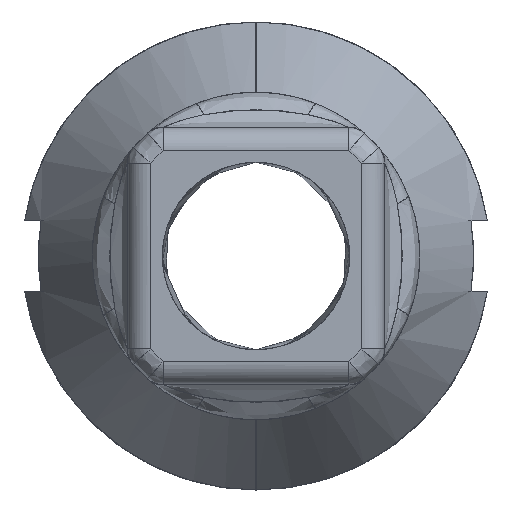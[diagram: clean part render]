
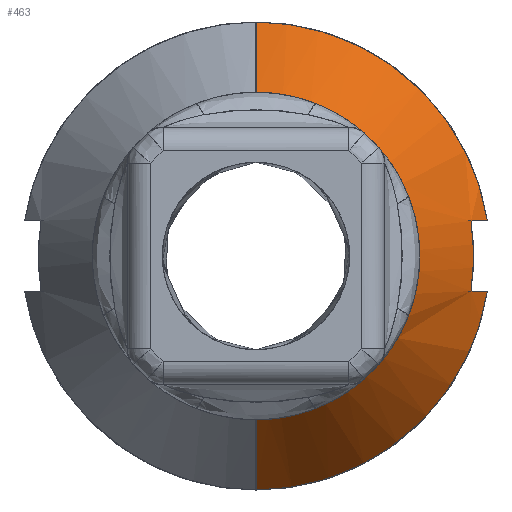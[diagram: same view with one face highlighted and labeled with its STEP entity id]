
A CAD part, front view. The second image highlights one B-rep face of the part: STEP entity #463.
In plain terms, the highlighted free-form (B-spline) face has degree [2, 1] with [5, 2] control points.
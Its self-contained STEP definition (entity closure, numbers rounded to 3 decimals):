
#463 = ADVANCED_FACE('',(#464),#532,.T.);
#464 = FACE_BOUND('',#465,.T.);
#465 = EDGE_LOOP('',(#466,#475,#483,#492,#500,#509,#517,#524));
#466 = ORIENTED_EDGE('',*,*,#467,.F.);
#467 = EDGE_CURVE('',#468,#470,#472,.T.);
#468 = VERTEX_POINT('',#469);
#469 = CARTESIAN_POINT('',(0.,21.986,
    4.864));
#470 = VERTEX_POINT('',#471);
#471 = CARTESIAN_POINT('',(0.,19.458,
    3.405));
#472 = B_SPLINE_CURVE_WITH_KNOTS('',1,(#473,#474),.UNSPECIFIED.,.F.,.F.,
  (2,2),(0.,3.),.PIECEWISE_BEZIER_KNOTS.);
#473 = CARTESIAN_POINT('',(0.,21.986,4.864));
#474 = CARTESIAN_POINT('',(0.,19.458,3.405));
#475 = ORIENTED_EDGE('',*,*,#476,.F.);
#476 = EDGE_CURVE('',#477,#468,#479,.T.);
#477 = VERTEX_POINT('',#478);
#478 = CARTESIAN_POINT('',(4.809,21.986,0.73
    ));
#479 = ( BOUNDED_CURVE() B_SPLINE_CURVE(2,(#480,#481,#482),
.UNSPECIFIED.,.F.,.F.) B_SPLINE_CURVE_WITH_KNOTS((3,3),(
0.,1.42),.PIECEWISE_BEZIER_KNOTS.) CURVE() 
GEOMETRIC_REPRESENTATION_ITEM() RATIONAL_B_SPLINE_CURVE((1.,
0.758,1.)) REPRESENTATION_ITEM('') );
#480 = CARTESIAN_POINT('',(4.809,21.986,0.73)
  );
#481 = CARTESIAN_POINT('',(4.182,21.986,4.864)
  );
#482 = CARTESIAN_POINT('',(0.,21.986,
    4.864));
#483 = ORIENTED_EDGE('',*,*,#484,.F.);
#484 = EDGE_CURVE('',#485,#477,#487,.T.);
#485 = VERTEX_POINT('',#486);
#486 = CARTESIAN_POINT('',(4.469,21.404,0.73
    ));
#487 = B_SPLINE_CURVE_WITH_KNOTS('',3,(#488,#489,#490,#491),
  .UNSPECIFIED.,.F.,.F.,(4,4),(0.,1.),.PIECEWISE_BEZIER_KNOTS.);
#488 = CARTESIAN_POINT('',(4.469,21.404,0.73
    ));
#489 = CARTESIAN_POINT('',(4.583,21.598,0.73
    ));
#490 = CARTESIAN_POINT('',(4.696,21.792,0.73
    ));
#491 = CARTESIAN_POINT('',(4.809,21.986,0.73
    ));
#492 = ORIENTED_EDGE('',*,*,#493,.F.);
#493 = EDGE_CURVE('',#494,#485,#496,.T.);
#494 = VERTEX_POINT('',#495);
#495 = CARTESIAN_POINT('',(4.469,21.404,
    -0.73));
#496 = ( BOUNDED_CURVE() B_SPLINE_CURVE(2,(#497,#498,#499),
.UNSPECIFIED.,.F.,.F.) B_SPLINE_CURVE_WITH_KNOTS((3,3),(0.,
0.324),.PIECEWISE_BEZIER_KNOTS.) CURVE() 
GEOMETRIC_REPRESENTATION_ITEM() RATIONAL_B_SPLINE_CURVE((1.,
0.987,1.)) REPRESENTATION_ITEM('') );
#497 = CARTESIAN_POINT('',(4.469,21.404,
    -0.73));
#498 = CARTESIAN_POINT('',(4.588,21.404,
    0.));
#499 = CARTESIAN_POINT('',(4.469,21.404,0.73
    ));
#500 = ORIENTED_EDGE('',*,*,#501,.F.);
#501 = EDGE_CURVE('',#502,#494,#504,.T.);
#502 = VERTEX_POINT('',#503);
#503 = CARTESIAN_POINT('',(4.809,21.986,
    -0.73));
#504 = B_SPLINE_CURVE_WITH_KNOTS('',3,(#505,#506,#507,#508),
  .UNSPECIFIED.,.F.,.F.,(4,4),(0.,1.),.PIECEWISE_BEZIER_KNOTS.);
#505 = CARTESIAN_POINT('',(4.809,21.986,
    -0.73));
#506 = CARTESIAN_POINT('',(4.696,21.792,
    -0.73));
#507 = CARTESIAN_POINT('',(4.583,21.598,
    -0.73));
#508 = CARTESIAN_POINT('',(4.469,21.404,
    -0.73));
#509 = ORIENTED_EDGE('',*,*,#510,.F.);
#510 = EDGE_CURVE('',#511,#502,#513,.T.);
#511 = VERTEX_POINT('',#512);
#512 = CARTESIAN_POINT('',(0.,21.986,
    -4.864));
#513 = ( BOUNDED_CURVE() B_SPLINE_CURVE(2,(#514,#515,#516),
.UNSPECIFIED.,.F.,.F.) B_SPLINE_CURVE_WITH_KNOTS((3,3),(
0.,1.42),.PIECEWISE_BEZIER_KNOTS.) CURVE() 
GEOMETRIC_REPRESENTATION_ITEM() RATIONAL_B_SPLINE_CURVE((1.,
0.758,1.)) REPRESENTATION_ITEM('') );
#514 = CARTESIAN_POINT('',(0.,21.986,
    -4.864));
#515 = CARTESIAN_POINT('',(4.182,21.986,-4.864
    ));
#516 = CARTESIAN_POINT('',(4.809,21.986,-0.73
    ));
#517 = ORIENTED_EDGE('',*,*,#518,.F.);
#518 = EDGE_CURVE('',#519,#511,#521,.T.);
#519 = VERTEX_POINT('',#520);
#520 = CARTESIAN_POINT('',(0.,19.458,
    -3.405));
#521 = B_SPLINE_CURVE_WITH_KNOTS('',1,(#522,#523),.UNSPECIFIED.,.F.,.F.,
  (2,2),(0.,3.),.PIECEWISE_BEZIER_KNOTS.);
#522 = CARTESIAN_POINT('',(0.,19.458,-3.405));
#523 = CARTESIAN_POINT('',(0.,21.986,-4.864));
#524 = ORIENTED_EDGE('',*,*,#525,.F.);
#525 = EDGE_CURVE('',#470,#519,#526,.T.);
#526 = ( BOUNDED_CURVE() B_SPLINE_CURVE(2,(#527,#528,#529,#530,#531),
.UNSPECIFIED.,.F.,.F.) B_SPLINE_CURVE_WITH_KNOTS((3,2,3),(
    0.,1.571,3.142),
.PIECEWISE_BEZIER_KNOTS.) CURVE() GEOMETRIC_REPRESENTATION_ITEM() 
RATIONAL_B_SPLINE_CURVE((1.,0.707,1.,0.707,1.)) 
REPRESENTATION_ITEM('') );
#527 = CARTESIAN_POINT('',(0.,19.458,
    3.405));
#528 = CARTESIAN_POINT('',(3.405,19.458,3.405)
  );
#529 = CARTESIAN_POINT('',(3.405,19.458,
    0.));
#530 = CARTESIAN_POINT('',(3.405,19.458,-3.405)
  );
#531 = CARTESIAN_POINT('',(0.,19.458,
    -3.405));
#532 = ( BOUNDED_SURFACE() B_SPLINE_SURFACE(2,1,(
    (#533,#534)
    ,(#535,#536)
    ,(#537,#538)
    ,(#539,#540)
,(#541,#542
    )),.UNSPECIFIED.,.F.,.F.,.F.) B_SPLINE_SURFACE_WITH_KNOTS((3,2,3),(2
    ,2),(3.142,4.712,6.283),(0.,3.),
.PIECEWISE_BEZIER_KNOTS.) GEOMETRIC_REPRESENTATION_ITEM() 
RATIONAL_B_SPLINE_SURFACE((
    (1.,1.)
    ,(0.707,0.707)
    ,(1.,1.)
    ,(0.707,0.707)
,(1.,1.))) REPRESENTATION_ITEM('') SURFACE() );
#533 = CARTESIAN_POINT('',(0.,19.458,
    -3.405));
#534 = CARTESIAN_POINT('',(0.,21.986,
    -4.864));
#535 = CARTESIAN_POINT('',(3.405,19.458,
    -3.405));
#536 = CARTESIAN_POINT('',(4.864,21.986,
    -4.864));
#537 = CARTESIAN_POINT('',(3.405,19.458,
    0.));
#538 = CARTESIAN_POINT('',(4.864,21.986,
    0.));
#539 = CARTESIAN_POINT('',(3.405,19.458,3.405)
  );
#540 = CARTESIAN_POINT('',(4.864,21.986,4.864
    ));
#541 = CARTESIAN_POINT('',(0.,19.458,
    3.405));
#542 = CARTESIAN_POINT('',(0.,21.986,
    4.864));
